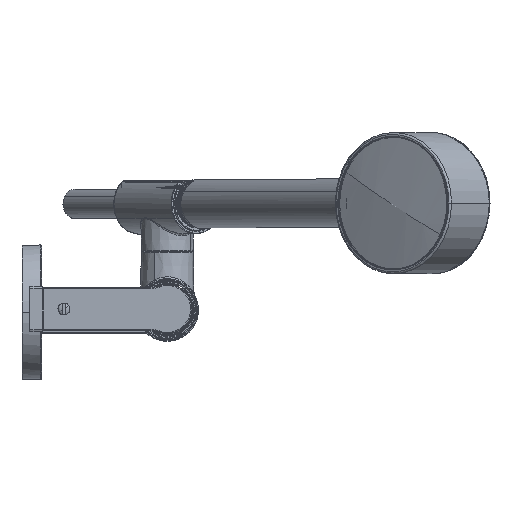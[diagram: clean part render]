
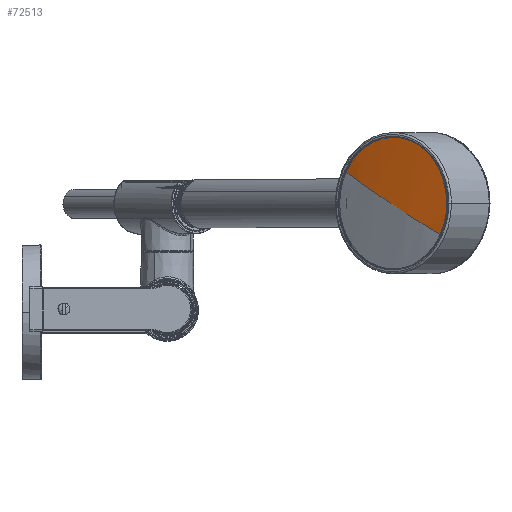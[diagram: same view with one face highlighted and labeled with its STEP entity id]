
A CAD part, top view. The second image highlights one B-rep face of the part: STEP entity #72513.
In plain terms, the highlighted spherical face has radius 307.125 mm.
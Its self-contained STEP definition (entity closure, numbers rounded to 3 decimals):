
#72457=CARTESIAN_POINT('Vertex',(16.282,29.804,36.617)) ;
#72464=CARTESIAN_POINT('Vertex',(-16.282,-29.804,36.617)) ;
#72479=CARTESIAN_POINT('Axis2P3D Location',(0.,0.,36.617)) ;
#72491=CARTESIAN_POINT('Axis2P3D Location',(0.,0.,-268.625)) ;
#72496=CARTESIAN_POINT('Axis2P3D Location',(0.,0.,-268.625)) ;
#72500=CARTESIAN_POINT('Vertex',(0.,0.,38.5)) ;
#72503=CARTESIAN_POINT('Axis2P3D Location',(0.,0.,-268.625)) ;
#72480=DIRECTION('Axis2P3D Direction',(0.,0.,-1.)) ;
#72492=DIRECTION('Axis2P3D Direction',(0.,0.,-1.)) ;
#72493=DIRECTION('Axis2P3D XDirection',(0.479,0.878,0.)) ;
#72497=DIRECTION('Axis2P3D Direction',(0.878,-0.479,0.)) ;
#72504=DIRECTION('Axis2P3D Direction',(-0.878,0.479,0.)) ;
#72481=AXIS2_PLACEMENT_3D('Circle Axis2P3D',#72479,#72480,$) ;
#72494=AXIS2_PLACEMENT_3D('Sphere Axis2P3D',#72491,#72492,#72493) ;
#72498=AXIS2_PLACEMENT_3D('Circle Axis2P3D',#72496,#72497,$) ;
#72505=AXIS2_PLACEMENT_3D('Circle Axis2P3D',#72503,#72504,$) ;
#72482=CIRCLE('generated circle',#72481,33.961) ;
#72499=CIRCLE('generated circle',#72498,307.125) ;
#72506=CIRCLE('generated circle',#72505,307.125) ;
#72495=SPHERICAL_SURFACE('',#72494,307.125) ;
#72483=EDGE_CURVE('',#72458,#72465,#72482,.T.) ;
#72502=EDGE_CURVE('',#72501,#72465,#72499,.T.) ;
#72507=EDGE_CURVE('',#72501,#72458,#72506,.T.) ;
#72509=ORIENTED_EDGE('',*,*,#72502,.T.) ;
#72510=ORIENTED_EDGE('',*,*,#72483,.F.) ;
#72511=ORIENTED_EDGE('',*,*,#72507,.F.) ;
#72508=EDGE_LOOP('',(#72509,#72510,#72511)) ;
#72458=VERTEX_POINT('',#72457) ;
#72465=VERTEX_POINT('',#72464) ;
#72501=VERTEX_POINT('',#72500) ;
#72513=ADVANCED_FACE('PartBody',(#72512),#72495,.T.) ;
#72512=FACE_OUTER_BOUND('',#72508,.T.) ;
